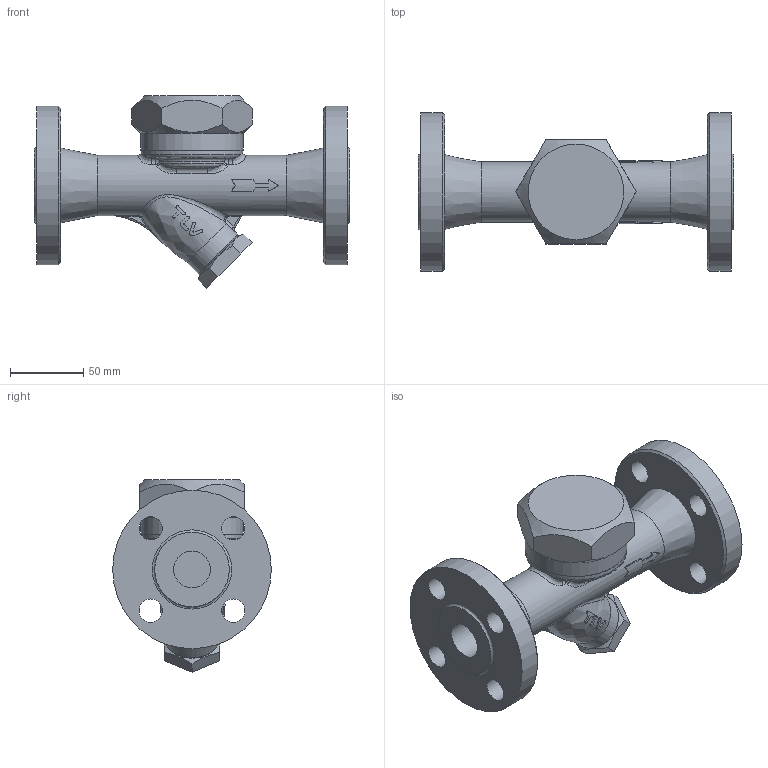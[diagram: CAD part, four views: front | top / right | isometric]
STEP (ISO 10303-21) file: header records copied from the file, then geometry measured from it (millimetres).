
FILE_DESCRIPTION((''),'2;1');
FILE_NAME('a3n00-025-a0150-00.stp','2010-12-09T10:26:07',('nakaot'),(''),'Autodesk Inventor 2008','Autodesk Inventor 2008','');
FILE_SCHEMA(('AUTOMOTIVE_DESIGN { 1 0 10303 214 1 1 1 1 }'));
Length unit declared in the file: millimetre
Products named in the file (1): a3n00-025-a0150-00
Bounding box: 215 x 108 x 131 mm (x, y, z)
Volume: 748358.8 mm3; surface area: 98906.3 mm2
Topology: 1 solids, 1 shells, 215 faces, 520 edges, 318 vertices
Faces by surface type: bspline 92, plane 59, cylinder 50, cone 8, torus 6
Full cylindrical faces by diameter (mm): 16 x4, 25 x1, 38 x1, 41 x1, 50 x1, 69 x1, 69.5 x1, 108 x1
Entity records: 13477 total; most frequent: CARTESIAN_POINT 9145, ORIENTED_EDGE 970, DIRECTION 700, EDGE_CURVE 485, VERTEX_POINT 315, AXIS2_PLACEMENT_3D 289, EDGE_LOOP 274, FACE_OUTER_BOUND 215
